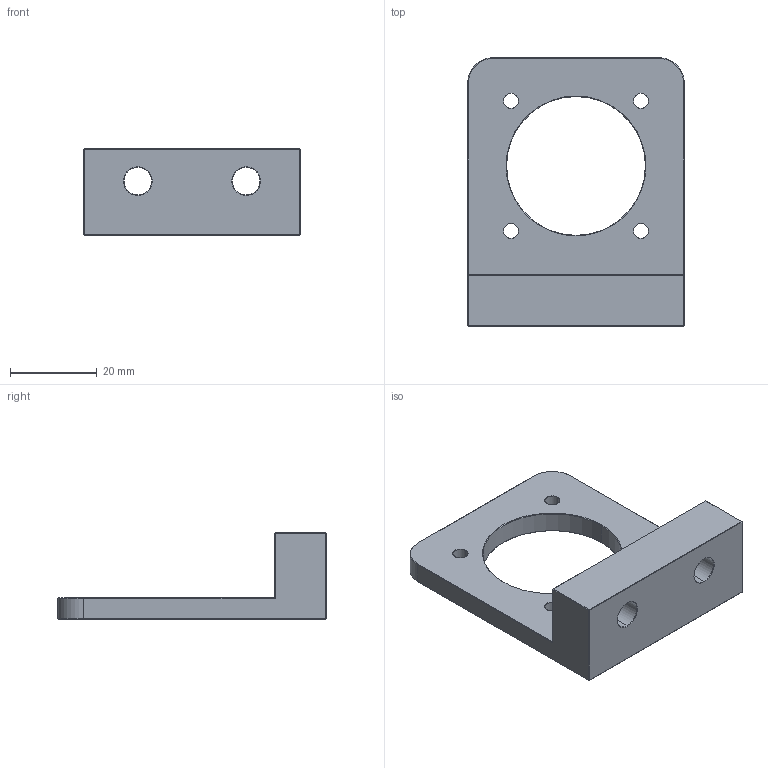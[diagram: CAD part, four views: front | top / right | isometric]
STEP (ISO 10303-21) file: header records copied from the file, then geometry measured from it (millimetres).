
FILE_DESCRIPTION (( 'STEP AP214' ), '1' );
FILE_NAME ('mesoS-12 - MIRROR BRACKET (CATALOG MODEL).STEP', '2023-11-03T22:04:20', ( '' ), ( '' ), 'SwSTEP 2.0', 'SolidWorks 2023', '' );
FILE_SCHEMA (( 'AUTOMOTIVE_DESIGN' ));
Length unit declared in the file: inch
Products named in the file (1): mesoS-12 - MIRROR BRACKET (CATALOG MODEL)
Bounding box: 50 x 61.98 x 20 mm (x, y, z)
Volume: 18533.9 mm3; surface area: 8635.7 mm2
Topology: 1 solids, 1 shells, 83 faces, 181 edges, 102 vertices
Faces by surface type: cone 32, plane 31, cylinder 20
Entity records: 2274 total; most frequent: DIRECTION 421, CARTESIAN_POINT 367, ORIENTED_EDGE 362, EDGE_CURVE 181, AXIS2_PLACEMENT_3D 156, LINE 109, VECTOR 109, VERTEX_POINT 102
